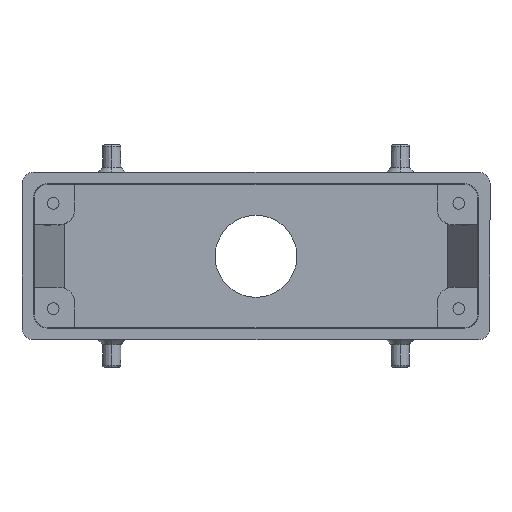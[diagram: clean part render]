
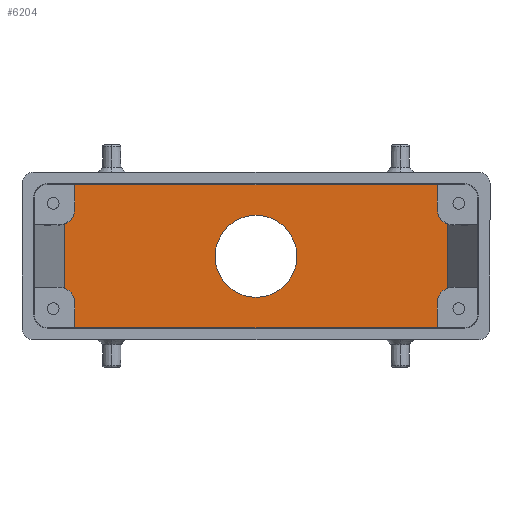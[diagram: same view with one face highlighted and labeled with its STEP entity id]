
A CAD part, top view. The second image highlights one B-rep face of the part: STEP entity #6204.
In plain terms, the highlighted planar face has unit normal (0, 0, 1).
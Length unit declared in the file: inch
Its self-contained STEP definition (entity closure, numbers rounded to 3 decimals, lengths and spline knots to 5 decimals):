
#71 = CARTESIAN_POINT ( 'NONE',  ( -1.83071, 0.68367, -2.44882 ) ) ;
#287 = VECTOR ( 'NONE', #1167, 39.37008 ) ;
#310 = CARTESIAN_POINT ( 'NONE',  ( -1.83071, 0.72214, -2.44882 ) ) ;
#410 = DIRECTION ( 'NONE',  ( 0., 1., 0. ) ) ;
#469 = LINE ( 'NONE', #5158, #2519 ) ;
#714 = DIRECTION ( 'NONE',  ( 0., 0., -1. ) ) ;
#1019 = VERTEX_POINT ( 'NONE', #10088 ) ;
#1167 = DIRECTION ( 'NONE',  ( 0., 1., 0. ) ) ;
#1189 = LINE ( 'NONE', #1292, #8719 ) ;
#1239 = DIRECTION ( 'NONE',  ( -1., 0., 0. ) ) ;
#1242 = AXIS2_PLACEMENT_3D ( 'NONE', #4581, #5234, #7705 ) ;
#1259 = DIRECTION ( 'NONE',  ( 0., 0., -1. ) ) ;
#1264 = ORIENTED_EDGE ( 'NONE', *, *, #8547, .T. ) ;
#1292 = CARTESIAN_POINT ( 'NONE',  ( 2.19947, 0.72214, -2.44882 ) ) ;
#1311 = DIRECTION ( 'NONE',  ( -1., 0., 0. ) ) ;
#1416 = CARTESIAN_POINT ( 'NONE',  ( 1.93531, -0.3241, -2.44882 ) ) ;
#1506 = DIRECTION ( 'NONE',  ( 0., 0., -1. ) ) ;
#1729 = EDGE_CURVE ( 'NONE', #5302, #1019, #7534, .T. ) ;
#2078 = DIRECTION ( 'NONE',  ( 0., 0., -1. ) ) ;
#2180 = CIRCLE ( 'NONE', #9860, 0.15748 ) ;
#2493 = EDGE_CURVE ( 'NONE', #5300, #8148, #9716, .T. ) ;
#2519 = VECTOR ( 'NONE', #7524, 39.37008 ) ;
#2567 = CARTESIAN_POINT ( 'NONE',  ( -1.98819, 0.47244, -2.44882 ) ) ;
#2678 = CARTESIAN_POINT ( 'NONE',  ( 0.41339, 0., -2.44882 ) ) ;
#2813 = CARTESIAN_POINT ( 'NONE',  ( 1.98819, 0.47244, -2.44882 ) ) ;
#2871 = DIRECTION ( 'NONE',  ( 0., -1., 0. ) ) ;
#2904 = CARTESIAN_POINT ( 'NONE',  ( -1.83071, -0.47244, -2.44882 ) ) ;
#2936 = VECTOR ( 'NONE', #410, 39.37008 ) ;
#2942 = PLANE ( 'NONE',  #1242 ) ;
#2998 = EDGE_CURVE ( 'NONE', #7479, #7327, #2180, .T. ) ;
#3008 = VERTEX_POINT ( 'NONE', #3833 ) ;
#3036 = AXIS2_PLACEMENT_3D ( 'NONE', #5188, #3662, #1311 ) ;
#3197 = EDGE_CURVE ( 'NONE', #9052, #4132, #1189, .T. ) ;
#3241 = ORIENTED_EDGE ( 'NONE', *, *, #3469, .T. ) ;
#3298 = CARTESIAN_POINT ( 'NONE',  ( 1.83071, 0.47244, -2.44882 ) ) ;
#3469 = EDGE_CURVE ( 'NONE', #6455, #3694, #5274, .T. ) ;
#3522 = CIRCLE ( 'NONE', #3036, 0.41339 ) ;
#3617 = CARTESIAN_POINT ( 'NONE',  ( 1.83071, 0.68367, -2.44882 ) ) ;
#3662 = DIRECTION ( 'NONE',  ( 0., 0., -1. ) ) ;
#3677 = ORIENTED_EDGE ( 'NONE', *, *, #9714, .T. ) ;
#3694 = VERTEX_POINT ( 'NONE', #2678 ) ;
#3810 = VERTEX_POINT ( 'NONE', #9151 ) ;
#3833 = CARTESIAN_POINT ( 'NONE',  ( 1.93531, 0.3241, -2.44882 ) ) ;
#4005 = EDGE_LOOP ( 'NONE', ( #9830, #9548, #3677, #6201, #6303, #4423, #6177, #6542, #4996, #1264, #7194, #9668 ) ) ;
#4047 = CIRCLE ( 'NONE', #9441, 0.15748 ) ;
#4132 = VERTEX_POINT ( 'NONE', #310 ) ;
#4322 = DIRECTION ( 'NONE',  ( -1., 0., 0. ) ) ;
#4423 = ORIENTED_EDGE ( 'NONE', *, *, #3197, .T. ) ;
#4546 = VECTOR ( 'NONE', #5934, 39.37008 ) ;
#4581 = CARTESIAN_POINT ( 'NONE',  ( 2.19947, 0.68367, -2.44882 ) ) ;
#4601 = CARTESIAN_POINT ( 'NONE',  ( 1.98819, -0.47244, -2.44882 ) ) ;
#4649 = DIRECTION ( 'NONE',  ( 1., 0., 0. ) ) ;
#4811 = VECTOR ( 'NONE', #6291, 39.37008 ) ;
#4996 = ORIENTED_EDGE ( 'NONE', *, *, #6873, .T. ) ;
#5158 = CARTESIAN_POINT ( 'NONE',  ( -1.93531, 0.68367, -2.44882 ) ) ;
#5188 = CARTESIAN_POINT ( 'NONE',  ( 0., 0., -2.44882 ) ) ;
#5234 = DIRECTION ( 'NONE',  ( 0., 0., 1. ) ) ;
#5274 = CIRCLE ( 'NONE', #9534, 0.41339 ) ;
#5289 = CIRCLE ( 'NONE', #6601, 0.15748 ) ;
#5295 = CARTESIAN_POINT ( 'NONE',  ( -1.83071, 0.47244, -2.44882 ) ) ;
#5300 = VERTEX_POINT ( 'NONE', #5295 ) ;
#5302 = VERTEX_POINT ( 'NONE', #2904 ) ;
#5456 = EDGE_CURVE ( 'NONE', #6596, #7479, #8065, .T. ) ;
#5805 = LINE ( 'NONE', #3617, #287 ) ;
#5934 = DIRECTION ( 'NONE',  ( -1., 0., 0. ) ) ;
#5994 = FACE_OUTER_BOUND ( 'NONE', #4005, .T. ) ;
#6131 = EDGE_CURVE ( 'NONE', #3694, #6455, #3522, .T. ) ;
#6135 = CARTESIAN_POINT ( 'NONE',  ( -1.93531, 0.3241, -2.44882 ) ) ;
#6152 = CARTESIAN_POINT ( 'NONE',  ( 0., 0., -2.44882 ) ) ;
#6177 = ORIENTED_EDGE ( 'NONE', *, *, #6627, .T. ) ;
#6201 = ORIENTED_EDGE ( 'NONE', *, *, #6817, .T. ) ;
#6204 = ADVANCED_FACE ( 'NONE', ( #5994, #6874 ), #2942, .T. ) ;
#6259 = CARTESIAN_POINT ( 'NONE',  ( 1.83071, 0.68367, -2.44882 ) ) ;
#6291 = DIRECTION ( 'NONE',  ( 0., -1., 0. ) ) ;
#6293 = VECTOR ( 'NONE', #2871, 39.37008 ) ;
#6303 = ORIENTED_EDGE ( 'NONE', *, *, #7274, .T. ) ;
#6352 = CARTESIAN_POINT ( 'NONE',  ( 1.83071, -0.47244, -2.44882 ) ) ;
#6441 = VECTOR ( 'NONE', #7868, 39.37008 ) ;
#6455 = VERTEX_POINT ( 'NONE', #8207 ) ;
#6542 = ORIENTED_EDGE ( 'NONE', *, *, #2493, .T. ) ;
#6596 = VERTEX_POINT ( 'NONE', #7012 ) ;
#6601 = AXIS2_PLACEMENT_3D ( 'NONE', #2813, #9045, #8344 ) ;
#6627 = EDGE_CURVE ( 'NONE', #4132, #5300, #7060, .T. ) ;
#6634 = CARTESIAN_POINT ( 'NONE',  ( 1.93531, 0.68367, -2.44882 ) ) ;
#6667 = CARTESIAN_POINT ( 'NONE',  ( 2.10712, -0.72214, -2.44882 ) ) ;
#6817 = EDGE_CURVE ( 'NONE', #3008, #7474, #5289, .T. ) ;
#6873 = EDGE_CURVE ( 'NONE', #8148, #3810, #469, .T. ) ;
#6874 = FACE_BOUND ( 'NONE', #9176, .T. ) ;
#6980 = DIRECTION ( 'NONE',  ( 1., 0., 0. ) ) ;
#7012 = CARTESIAN_POINT ( 'NONE',  ( 1.83071, -0.72214, -2.44882 ) ) ;
#7060 = LINE ( 'NONE', #71, #4811 ) ;
#7194 = ORIENTED_EDGE ( 'NONE', *, *, #1729, .T. ) ;
#7274 = EDGE_CURVE ( 'NONE', #7474, #9052, #5805, .T. ) ;
#7327 = VERTEX_POINT ( 'NONE', #1416 ) ;
#7474 = VERTEX_POINT ( 'NONE', #3298 ) ;
#7479 = VERTEX_POINT ( 'NONE', #6352 ) ;
#7500 = CARTESIAN_POINT ( 'NONE',  ( -1.98819, -0.47244, -2.44882 ) ) ;
#7524 = DIRECTION ( 'NONE',  ( 0., -1., 0. ) ) ;
#7534 = LINE ( 'NONE', #8405, #6293 ) ;
#7705 = DIRECTION ( 'NONE',  ( 0., -1., 0. ) ) ;
#7868 = DIRECTION ( 'NONE',  ( 0., 1., 0. ) ) ;
#8065 = LINE ( 'NONE', #6259, #6441 ) ;
#8148 = VERTEX_POINT ( 'NONE', #6135 ) ;
#8207 = CARTESIAN_POINT ( 'NONE',  ( -0.41339, 0., -2.44882 ) ) ;
#8344 = DIRECTION ( 'NONE',  ( -1., 0., 0. ) ) ;
#8405 = CARTESIAN_POINT ( 'NONE',  ( -1.83071, -0.31496, -2.44882 ) ) ;
#8514 = CARTESIAN_POINT ( 'NONE',  ( 1.83071, 0.72214, -2.44882 ) ) ;
#8547 = EDGE_CURVE ( 'NONE', #3810, #5302, #4047, .T. ) ;
#8572 = EDGE_CURVE ( 'NONE', #6596, #1019, #9072, .T. ) ;
#8719 = VECTOR ( 'NONE', #1239, 39.37008 ) ;
#8782 = ORIENTED_EDGE ( 'NONE', *, *, #6131, .T. ) ;
#9045 = DIRECTION ( 'NONE',  ( 0., 0., -1. ) ) ;
#9052 = VERTEX_POINT ( 'NONE', #8514 ) ;
#9072 = LINE ( 'NONE', #6667, #4546 ) ;
#9151 = CARTESIAN_POINT ( 'NONE',  ( -1.93531, -0.3241, -2.44882 ) ) ;
#9176 = EDGE_LOOP ( 'NONE', ( #3241, #8782 ) ) ;
#9285 = DIRECTION ( 'NONE',  ( -1., 0., 0. ) ) ;
#9396 = AXIS2_PLACEMENT_3D ( 'NONE', #2567, #1506, #6980 ) ;
#9441 = AXIS2_PLACEMENT_3D ( 'NONE', #7500, #1259, #4322 ) ;
#9534 = AXIS2_PLACEMENT_3D ( 'NONE', #6152, #2078, #9285 ) ;
#9548 = ORIENTED_EDGE ( 'NONE', *, *, #2998, .T. ) ;
#9668 = ORIENTED_EDGE ( 'NONE', *, *, #8572, .F. ) ;
#9714 = EDGE_CURVE ( 'NONE', #7327, #3008, #9765, .T. ) ;
#9716 = CIRCLE ( 'NONE', #9396, 0.15748 ) ;
#9765 = LINE ( 'NONE', #6634, #2936 ) ;
#9830 = ORIENTED_EDGE ( 'NONE', *, *, #5456, .T. ) ;
#9860 = AXIS2_PLACEMENT_3D ( 'NONE', #4601, #714, #4649 ) ;
#10088 = CARTESIAN_POINT ( 'NONE',  ( -1.83071, -0.72214, -2.44882 ) ) ;
